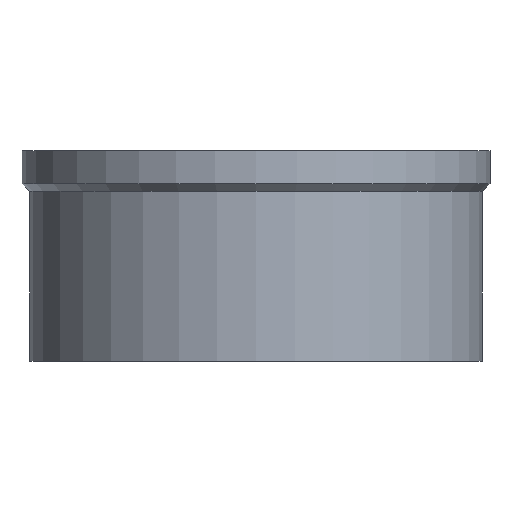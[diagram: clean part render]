
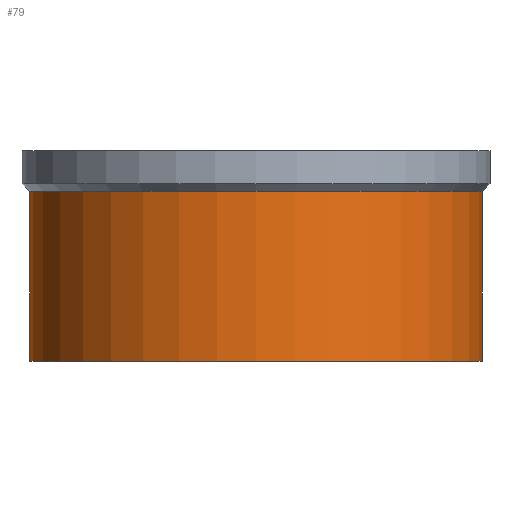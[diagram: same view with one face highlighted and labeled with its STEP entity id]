
A CAD part, front view. The second image highlights one B-rep face of the part: STEP entity #79.
In plain terms, the highlighted cylindrical face has radius 368.3 mm (diameter 736.6 mm), a full revolution.
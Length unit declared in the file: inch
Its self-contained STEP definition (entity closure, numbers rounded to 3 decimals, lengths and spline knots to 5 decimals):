
#22=FACE_BOUND('',#39,.T.);
#28=FACE_OUTER_BOUND('',#38,.T.);
#38=EDGE_LOOP('',(#68));
#39=EDGE_LOOP('',(#69));
#45=CIRCLE('',#95,14.5);
#47=CIRCLE('',#98,14.5);
#51=VERTEX_POINT('',#137);
#53=VERTEX_POINT('',#142);
#57=EDGE_CURVE('',#51,#51,#45,.T.);
#59=EDGE_CURVE('',#53,#53,#47,.T.);
#68=ORIENTED_EDGE('',*,*,#57,.F.);
#69=ORIENTED_EDGE('',*,*,#59,.F.);
#73=CYLINDRICAL_SURFACE('',#99,14.5);
#79=ADVANCED_FACE('',(#28,#22),#73,.T.);
#95=AXIS2_PLACEMENT_3D('',#138,#115,#116);
#98=AXIS2_PLACEMENT_3D('',#143,#121,#122);
#99=AXIS2_PLACEMENT_3D('',#144,#123,#124);
#115=DIRECTION('center_axis',(0.,0.,-1.));
#116=DIRECTION('ref_axis',(1.,0.,0.));
#121=DIRECTION('center_axis',(0.,0.,1.));
#122=DIRECTION('ref_axis',(-1.,0.,0.));
#123=DIRECTION('center_axis',(0.,0.,1.));
#124=DIRECTION('ref_axis',(-1.,0.,0.));
#137=CARTESIAN_POINT('',(-14.5,0.,-1.));
#138=CARTESIAN_POINT('Origin',(0.,0.,-1.));
#142=CARTESIAN_POINT('',(14.5,0.,9.885));
#143=CARTESIAN_POINT('Origin',(0.,0.,9.885));
#144=CARTESIAN_POINT('Origin',(0.,0.,0.));
